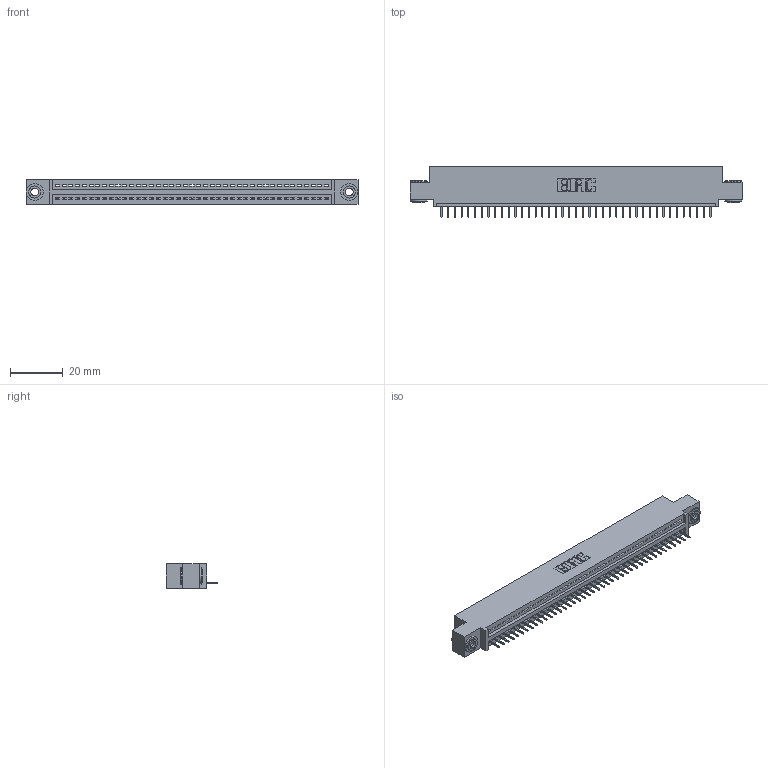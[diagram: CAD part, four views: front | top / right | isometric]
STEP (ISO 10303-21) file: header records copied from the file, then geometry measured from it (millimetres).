
FILE_DESCRIPTION (( 'STEP AP203' ), '1' );
FILE_NAME ('345-041-524-403.STEP', '2019-10-08T12:16:17', ( '' ), ( '' ), 'SwSTEP 2.0', 'SolidWorks 2016', '' );
FILE_SCHEMA (( 'CONFIG_CONTROL_DESIGN' ));
Length unit declared in the file: inch
Products named in the file (4): 345-250-002_345-250-002-102; 345 Part_0.110 Offset - 0.156 Dia-TH; 345-292-001_345-293-124; 345-041-524-403
Assembly tree (44 placements, depth 2):
  345-041-524-403
    345 Part_0.110 Offset - 0.156 Dia-TH
    345-292-001_345-293-124  x41
    345-250-002_345-250-002-102  x2
Bounding box: 125.35 x 19.35 x 9.4 mm (x, y, z)
Volume: 11681.7 mm3; surface area: 15288.8 mm2
Topology: 44 solids, 44 shells, 2710 faces, 7809 edges, 5038 vertices
Faces by surface type: plane 1980, cylinder 722, cone 8
Entity records: 31848 total; most frequent: CARTESIAN_POINT 5494, ORIENTED_EDGE 5462, DIRECTION 4831, EDGE_CURVE 2731, LINE 2415, VECTOR 2415, VERTEX_POINT 1814, AXIS2_PLACEMENT_3D 1208
